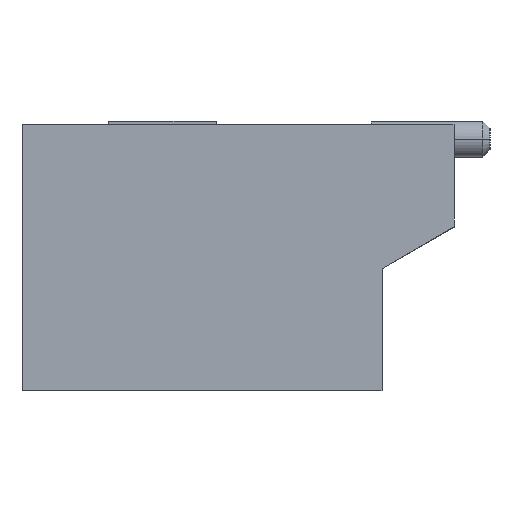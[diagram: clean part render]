
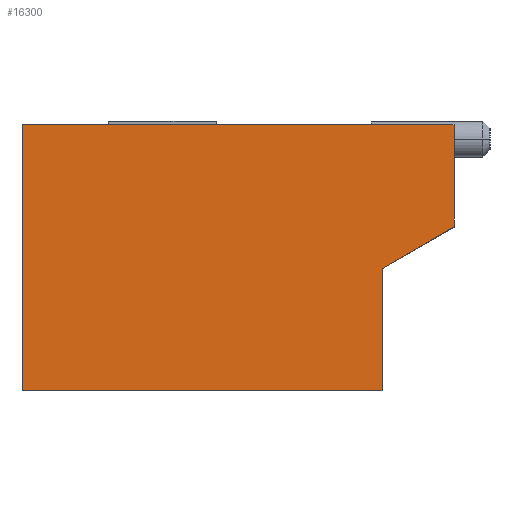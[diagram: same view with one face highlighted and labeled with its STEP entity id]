
A CAD part, left-side view. The second image highlights one B-rep face of the part: STEP entity #16300.
In plain terms, the highlighted planar face has unit normal (-1, 0, 0).
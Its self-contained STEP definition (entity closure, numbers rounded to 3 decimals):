
#9610=CARTESIAN_POINT('',(-13.5,-5.,-0.));
#9620=VERTEX_POINT('',#9610);
#9650=CARTESIAN_POINT('',(-13.5,-5.,1.7));
#9660=DIRECTION('',(0.,0.,-1.));
#9670=VECTOR('',#9660,1.7);
#9680=LINE('',#9650,#9670);
#9690=CARTESIAN_POINT('',(-13.5,-5.,1.7));
#9700=VERTEX_POINT('',#9690);
#9710=EDGE_CURVE('',#9700,#9620,#9680,.T.);
#14640=CARTESIAN_POINT('',(-13.5,0.,3.7));
#14650=VERTEX_POINT('',#14640);
#14680=CARTESIAN_POINT('',(-13.5,0.,3.7));
#14690=DIRECTION('',(0.,0.,-1.));
#14700=VECTOR('',#14690,3.7);
#14710=LINE('',#14680,#14700);
#14720=CARTESIAN_POINT('',(-13.5,0.,0.));
#14730=VERTEX_POINT('',#14720);
#14740=EDGE_CURVE('',#14650,#14730,#14710,.T.);
#15540=CARTESIAN_POINT('',(-13.5,-6.,2.277));
#15550=DIRECTION('',(0.,0.866,-0.5));
#15560=VECTOR('',#15550,1.155);
#15570=LINE('',#15540,#15560);
#15580=CARTESIAN_POINT('',(-13.5,-6.,2.277));
#15590=VERTEX_POINT('',#15580);
#15600=EDGE_CURVE('',#15590,#9700,#15570,.T.);
#16000=CARTESIAN_POINT('',(-13.5,-3.323,0.));
#16010=DIRECTION('',(-1.,-0.,0.));
#16020=DIRECTION('',(0.,-1.,0.));
#16030=AXIS2_PLACEMENT_3D('',#16000,#16010,#16020);
#16040=PLANE('',#16030);
#16050=CARTESIAN_POINT('',(-13.5,-1.1,3.7));
#16060=DIRECTION('',(0.,1.,0.));
#16070=VECTOR('',#16060,1.);
#16080=LINE('',#16050,#16070);
#16090=CARTESIAN_POINT('',(-13.5,-6.,3.7));
#16100=VERTEX_POINT('',#16090);
#16110=EDGE_CURVE('',#16100,#14650,#16080,.T.);
#16120=ORIENTED_EDGE('',*,*,#16110,.T.);
#16130=CARTESIAN_POINT('',(-13.5,-6.,2.277));
#16140=DIRECTION('',(0.,0.,1.));
#16150=VECTOR('',#16140,1.423);
#16160=LINE('',#16130,#16150);
#16170=EDGE_CURVE('',#15590,#16100,#16160,.T.);
#16180=ORIENTED_EDGE('',*,*,#16170,.T.);
#16190=ORIENTED_EDGE('',*,*,#15600,.F.);
#16200=ORIENTED_EDGE('',*,*,#9710,.F.);
#16210=CARTESIAN_POINT('',(-13.5,0.,0.));
#16220=DIRECTION('',(0.,-1.,0.));
#16230=VECTOR('',#16220,0.927);
#16240=LINE('',#16210,#16230);
#16250=EDGE_CURVE('',#14730,#9620,#16240,.T.);
#16260=ORIENTED_EDGE('',*,*,#16250,.T.);
#16270=ORIENTED_EDGE('',*,*,#14740,.T.);
#16280=EDGE_LOOP('',(#16270,#16260,#16200,#16190,#16180,#16120));
#16290=FACE_OUTER_BOUND('',#16280,.T.);
#16300=ADVANCED_FACE('',(#16290),#16040,.T.);
